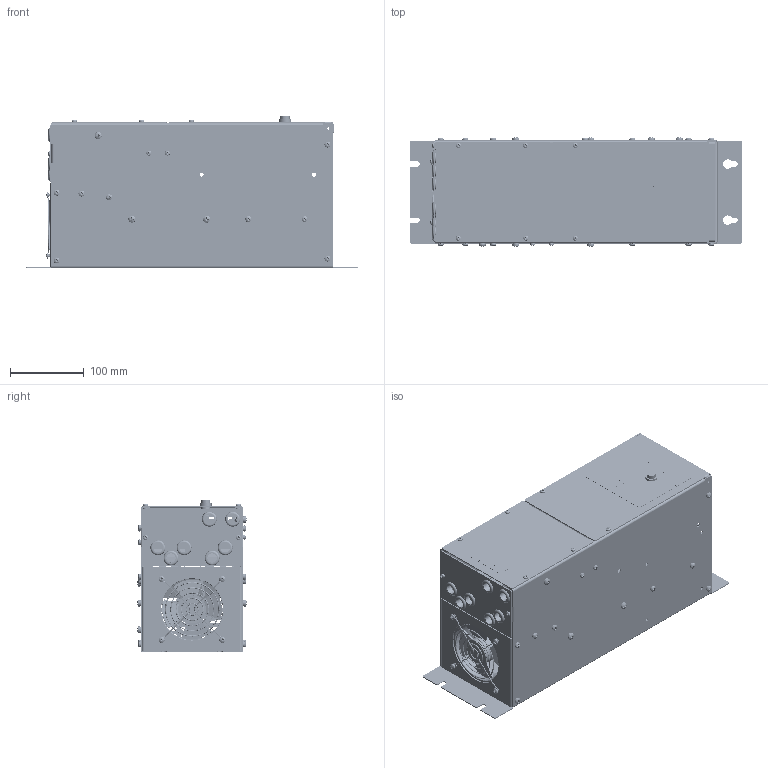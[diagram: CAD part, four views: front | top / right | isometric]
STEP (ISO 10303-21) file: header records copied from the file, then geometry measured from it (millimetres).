
FILE_DESCRIPTION (( 'STEP AP214' ), '1' );
FILE_NAME ('M3713DM-B5T.STEP', '2024-03-26T15:13:49', ( '' ), ( '' ), 'SwSTEP 2.0', 'SolidWorks 2023', '' );
FILE_SCHEMA (( 'AUTOMOTIVE_DESIGN' ));
Length unit declared in the file: inch
Products named in the file (38): MTW 3713DM-B5T-TB; pan cross head_ai_CR-PHMS 0.164-32x0.875x0.875-S; lock washer spring regular_ai_Regular LW 0.19; lock washer spring regular_ai_Regular LW 0.138; lock washer spring regular_ai_Regular LW 0.164; pan cross head_ai_CR-PHMS 0.19-32x0.5x0.5-S; MTW 3713DM-TB; machine screw nut hex_ai_MSHXNUT 0.164-32-S-S; pan cross head_ai_CR-PHMS 0.164-32x0.375x0.375-S; TS G10-3; LBL DANGER; MTW 3575-B5T-LCF; LBL 3713DM; FN 3.6-GRILL_По умолчанию; MTW 3575-B5T-FLC; MTW 3713DM-B5T-UF; SUB 3713DM-L030-B5T-TERM; pan cross head_ai_CR-PHMS 0.138-32x0.375x0.375-S; pan cross head_ai_CR-PHMS 0.164-32x0.625x0.625-S; self-clinching nut_pmi_PEM CLS-832-2 ---S; pan cross head_ai_CR-PHMS 0.19-32x0.625x0.625-S; MTW 3713DM-B5T-FP; flat washer type b regular_ai_Regular FW 0.19; MTW 3575-B5T-TC; TS FB-MK3-04; M3713DM-B5T; HW GROMMET-04; MTW 3713-B5-EP; FN 3.6-230AC-35_Výchozí; WA LSS-GND-02-14; SUB 3713DM-L030-B5T-FAN; self-clinching nut_pmi_PEM CLS-632-2 ---S; LD NEON-5A
Assembly tree (159 placements, depth 4):
  M3713DM-B5T
    MTW 3713DM-B5T-UF
      MTW 3713DM-B5T-UF
      self-clinching nut_pmi_PEM CLS-632-2 ---S  x8
    WA LSS-GND-02-14
    MTW 3713DM-TB
      MTW 3713DM-TB
      self-clinching nut_pmi_PEM CLS-632-2 ---S  x6
    TS FB-MK3-04
    SUB 3713DM-L030-B5T-FAN
      FN 3.6-230AC-35_Výchozí
      FN 3.6-GRILL_По умолчанию
      pan cross head_ai_CR-PHMS 0.164-32x0.625x0.625-S  x4
      machine screw nut hex_ai_MSHXNUT 0.164-32-S-S  x4
      MTW 3575-B5T-LCF
        MTW 3575-B5T-LCF
        self-clinching nut_pmi_PEM CLS-832-2 ---S  x4
    SUB 3713DM-L030-B5T-TERM
      MTW 3713DM-B5T-TB
        MTW 3713DM-B5T-TB
        self-clinching nut_pmi_PEM CLS-832-2 ---S  x8
      TS G10-3  x2
      lock washer spring regular_ai_Regular LW 0.164  x4
      pan cross head_ai_CR-PHMS 0.164-32x0.875x0.875-S  x4
    MTW 3713DM-B5T-FP
    MTW 3575-B5T-TC
      MTW 3575-B5T-TC
      self-clinching nut_pmi_PEM CLS-832-2 ---S  x4
    MTW 3713-B5-EP
    HW GROMMET-04  x7
    MTW 3575-B5T-FLC
    LBL 3713DM
    LD NEON-5A
    LBL DANGER
    lock washer spring regular_ai_Regular LW 0.19  x9
    pan cross head_ai_CR-PHMS 0.19-32x0.5x0.5-S  x5
    pan cross head_ai_CR-PHMS 0.19-32x0.625x0.625-S  x4
    lock washer spring regular_ai_Regular LW 0.138  x10
    pan cross head_ai_CR-PHMS 0.138-32x0.375x0.375-S  x10
    lock washer spring regular_ai_Regular LW 0.164  x18
    pan cross head_ai_CR-PHMS 0.164-32x0.375x0.375-S  x18
    flat washer type b regular_ai_Regular FW 0.19  x4
    machine screw nut hex_ai_MSHXNUT 0.164-32-S-S  x4
Bounding box: 450.85 x 148.76 x 207.31 mm (x, y, z)
Volume: 692073.5 mm3; surface area: 824766.3 mm2
Topology: 151 solids, 169 shells, 12650 faces, 34257 edges, 21954 vertices
Faces by surface type: plane 4974, cone 3765, cylinder 2945, bspline 680, torus 196, sphere 90
Entity records: 175700 total; most frequent: CARTESIAN_POINT 69490, ORIENTED_EDGE 22296, DIRECTION 19649, EDGE_CURVE 12153, VERTEX_POINT 8138, VECTOR 6967, LINE 6967, AXIS2_PLACEMENT_3D 6341
